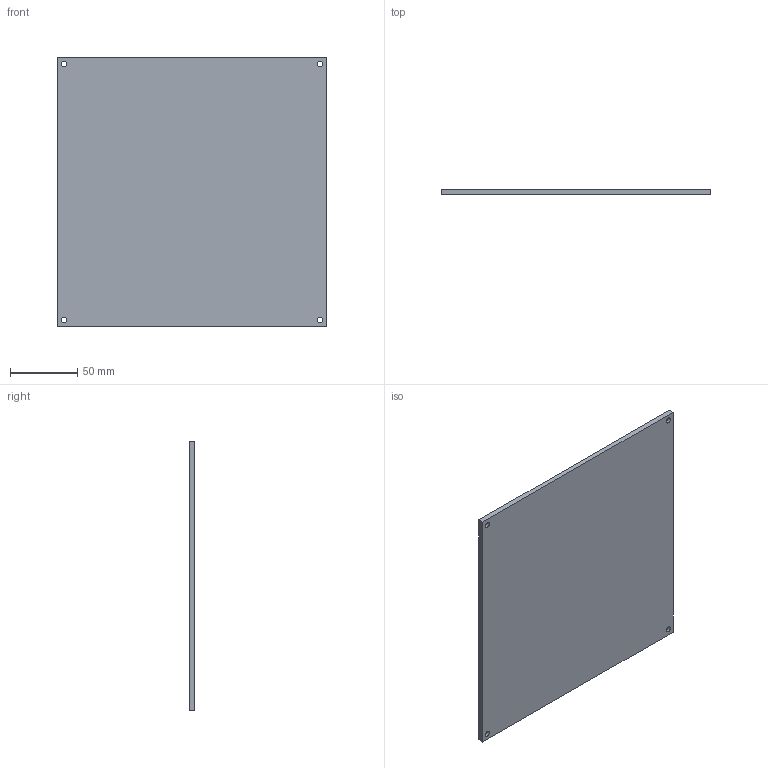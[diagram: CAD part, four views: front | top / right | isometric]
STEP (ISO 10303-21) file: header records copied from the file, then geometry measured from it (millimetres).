
FILE_DESCRIPTION(/* description */ (''),/* implementation_level */ '2;1');
FILE_NAME(/* name */ 'Milchglas.stp',/* time_stamp */ '2023-06-13T08:52:21+02:00',/* author */ ('ARausch'),/* organization */ (''),/* preprocessor_version */ 'ST-DEVELOPER v18.1',/* originating_system */ 'Autodesk Inventor 2021',/* authorisation */ '');
FILE_SCHEMA (('AUTOMOTIVE_DESIGN { 1 0 10303 214 3 1 1 }'));
Length unit declared in the file: millimetre
Products named in the file (1): Milchglas
Bounding box: 200 x 4 x 200 mm (x, y, z)
Volume: 159099.9 mm3; surface area: 83829.6 mm2
Topology: 1 solids, 1 shells, 46 faces, 80 edges, 52 vertices
Faces by surface type: plane 22, cylinder 20, cone 4
Full cylindrical faces by diameter (mm): 3 x12, 4.2 x4, 6 x4
Entity records: 1173 total; most frequent: DIRECTION 218, CARTESIAN_POINT 179, ORIENTED_EDGE 160, AXIS2_PLACEMENT_3D 91, EDGE_CURVE 80, EDGE_LOOP 70, VERTEX_POINT 52, FACE_OUTER_BOUND 46
